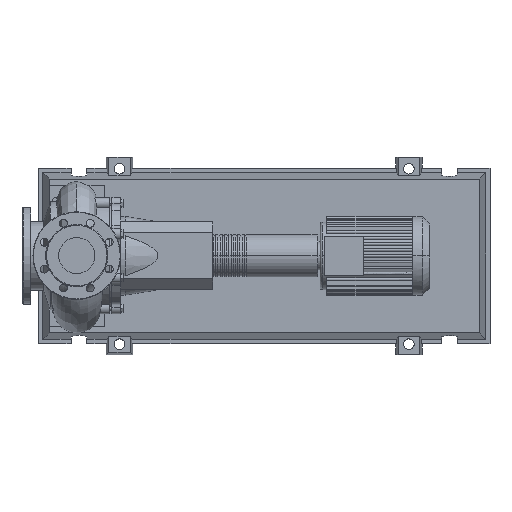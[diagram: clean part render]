
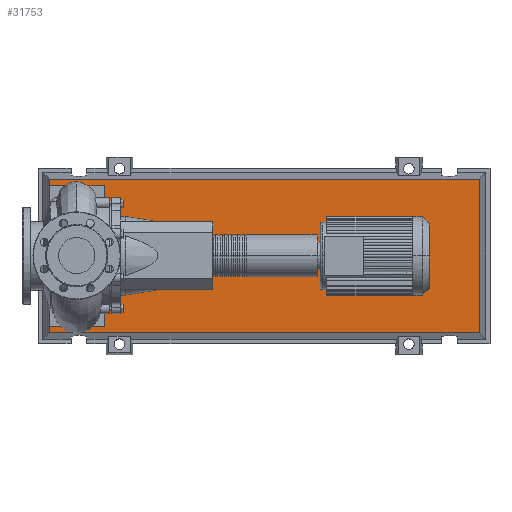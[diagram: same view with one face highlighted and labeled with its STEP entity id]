
A CAD part, top view. The second image highlights one B-rep face of the part: STEP entity #31753.
In plain terms, the highlighted planar face has unit normal (0, 0, 1).
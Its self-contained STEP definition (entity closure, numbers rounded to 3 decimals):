
#31434=CARTESIAN_POINT('',(917.971,-175.471,103.0));
#31435=VERTEX_POINT('',#31434);
#31442=CARTESIAN_POINT('',(-62.971,-175.471,103.0));
#31443=VERTEX_POINT('',#31442);
#31444=CARTESIAN_POINT('',(917.971,-175.471,103.0));
#31445=DIRECTION('',(-1.0,0.0,0.0));
#31446=VECTOR('',#31445,980.941);
#31447=LINE('',#31444,#31446);
#31448=EDGE_CURVE('',#31435,#31443,#31447,.T.);
#31666=CARTESIAN_POINT('',(917.971,175.471,103.0));
#31667=VERTEX_POINT('',#31666);
#31668=CARTESIAN_POINT('',(917.971,175.471,103.0));
#31669=DIRECTION('',(0.0,-1.0,0.0));
#31670=VECTOR('',#31669,350.941);
#31671=LINE('',#31668,#31670);
#31672=EDGE_CURVE('',#31667,#31435,#31671,.T.);
#31690=CARTESIAN_POINT('',(-62.971,175.471,103.0));
#31691=VERTEX_POINT('',#31690);
#31692=CARTESIAN_POINT('',(-62.971,-175.471,103.0));
#31693=DIRECTION('',(0.0,1.0,0.0));
#31694=VECTOR('',#31693,350.941);
#31695=LINE('',#31692,#31694);
#31696=EDGE_CURVE('',#31443,#31691,#31695,.T.);
#31729=CARTESIAN_POINT('',(-62.971,175.471,103.0));
#31730=DIRECTION('',(1.0,0.0,0.0));
#31731=VECTOR('',#31730,980.941);
#31732=LINE('',#31729,#31731);
#31733=EDGE_CURVE('',#31691,#31667,#31732,.T.);
#31742=CARTESIAN_POINT('',(427.5,0.,103.0));
#31743=DIRECTION('',(0.0,0.0,1.0));
#31744=DIRECTION('',(1.0,0.0,0.0));
#31745=AXIS2_PLACEMENT_3D('',#31742,#31743,#31744);
#31746=PLANE('',#31745);
#31747=ORIENTED_EDGE('',*,*,#31672,.F.);
#31748=ORIENTED_EDGE('',*,*,#31733,.F.);
#31749=ORIENTED_EDGE('',*,*,#31696,.F.);
#31750=ORIENTED_EDGE('',*,*,#31448,.F.);
#31751=EDGE_LOOP('',(#31747,#31748,#31749,#31750));
#31752=FACE_OUTER_BOUND('',#31751,.T.);
#31753=ADVANCED_FACE('',(#31752),#31746,.T.);
